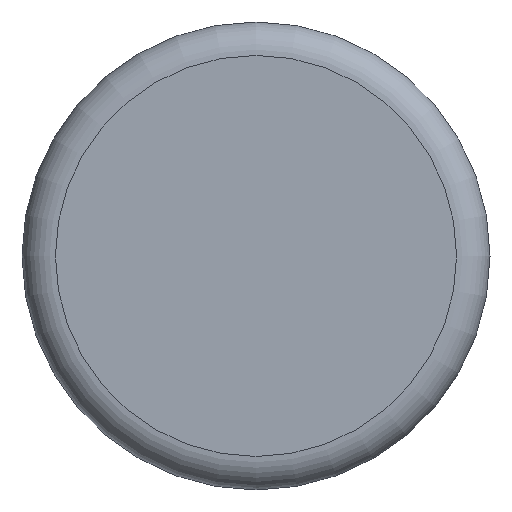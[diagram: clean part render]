
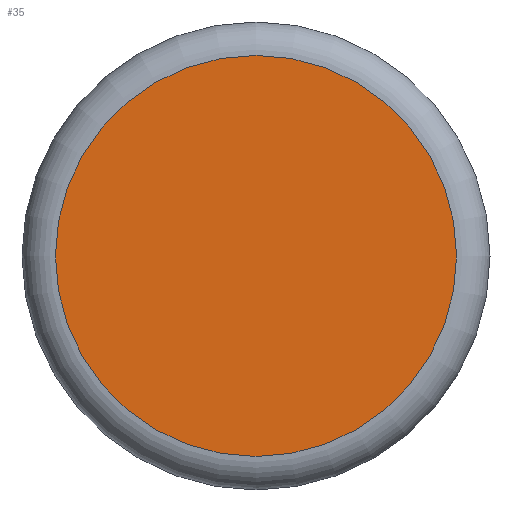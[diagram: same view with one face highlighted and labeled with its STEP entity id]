
A CAD part, top view. The second image highlights one B-rep face of the part: STEP entity #35.
In plain terms, the highlighted planar face has unit normal (0, 0, 1).
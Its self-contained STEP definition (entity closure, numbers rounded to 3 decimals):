
#35 = ADVANCED_FACE( '', ( #74 ), #75, .F. );
#74 = FACE_OUTER_BOUND( '', #123, .T. );
#75 = PLANE( '', #124 );
#123 = EDGE_LOOP( '', ( #166 ) );
#124 = AXIS2_PLACEMENT_3D( '', #167, #168, #169 );
#166 = ORIENTED_EDGE( '', *, *, #230, .T. );
#167 = CARTESIAN_POINT( '', ( 10.5, 0., 50. ) );
#168 = DIRECTION( '', ( 0., 0., -1. ) );
#169 = DIRECTION( '', ( -1., 0., 0. ) );
#230 = EDGE_CURVE( '', #251, #251, #252, .F. );
#251 = VERTEX_POINT( '', #282 );
#252 = CIRCLE( '', #283, 8.992 );
#282 = CARTESIAN_POINT( '', ( -8.992, 0., 50. ) );
#283 = AXIS2_PLACEMENT_3D( '', #312, #313, #314 );
#312 = CARTESIAN_POINT( '', ( 0., 0., 50. ) );
#313 = DIRECTION( '', ( 0., 0., -1. ) );
#314 = DIRECTION( '', ( -1., 0., 0. ) );
